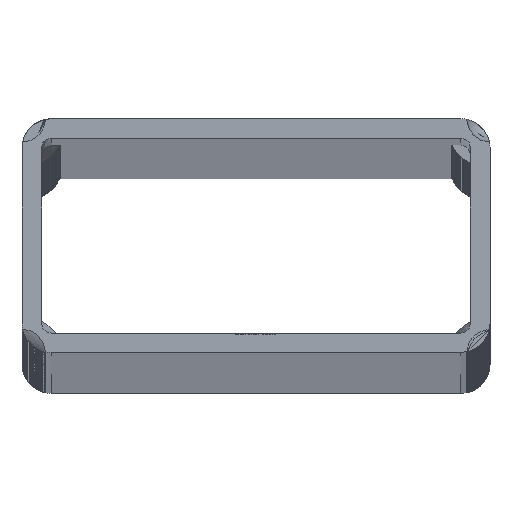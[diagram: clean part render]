
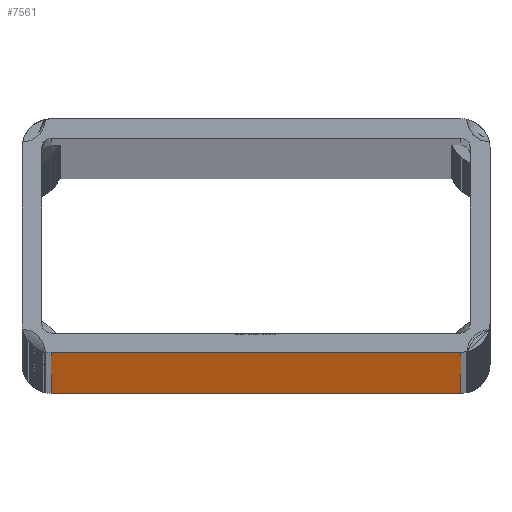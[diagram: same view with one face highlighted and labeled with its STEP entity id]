
A CAD part, top view. The second image highlights one B-rep face of the part: STEP entity #7561.
In plain terms, the highlighted planar face has unit normal (0, -1, 0).
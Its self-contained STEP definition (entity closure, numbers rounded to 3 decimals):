
#2053 = CARTESIAN_POINT ( 'NONE',  ( -26.25, -15., -3000. ) ) ;
#5235 = LINE ( 'NONE', #61468, #97455 ) ;
#7561 = ADVANCED_FACE ( 'NONE', ( #36592 ), #108750, .T. ) ;
#8572 = DIRECTION ( 'NONE',  ( 0., 0., -1. ) ) ;
#11236 = LINE ( 'NONE', #96392, #75823 ) ;
#14759 = CARTESIAN_POINT ( 'NONE',  ( -26.25, -15., 0. ) ) ;
#20699 = DIRECTION ( 'NONE',  ( 1., 0., 0. ) ) ;
#20784 = AXIS2_PLACEMENT_3D ( 'NONE', #118643, #39974, #38709 ) ;
#22015 = VECTOR ( 'NONE', #20699, 1000. ) ;
#24585 = ORIENTED_EDGE ( 'NONE', *, *, #120135, .T. ) ;
#25701 = EDGE_CURVE ( 'NONE', #101135, #110215, #11236, .T. ) ;
#29618 = EDGE_LOOP ( 'NONE', ( #35912, #38435, #92080, #24585 ) ) ;
#35773 = CARTESIAN_POINT ( 'NONE',  ( -30., -15., 0. ) ) ;
#35912 = ORIENTED_EDGE ( 'NONE', *, *, #121889, .F. ) ;
#36592 = FACE_OUTER_BOUND ( 'NONE', #29618, .T. ) ;
#38435 = ORIENTED_EDGE ( 'NONE', *, *, #68353, .T. ) ;
#38709 = DIRECTION ( 'NONE',  ( 0., 0., -1. ) ) ;
#39974 = DIRECTION ( 'NONE',  ( 0., -1., 0. ) ) ;
#41572 = VECTOR ( 'NONE', #8572, 1000. ) ;
#46506 = VERTEX_POINT ( 'NONE', #82398 ) ;
#51249 = LINE ( 'NONE', #35773, #22015 ) ;
#56881 = DIRECTION ( 'NONE',  ( 1., 0., 0. ) ) ;
#61468 = CARTESIAN_POINT ( 'NONE',  ( 26.25, -15., -3000. ) ) ;
#68353 = EDGE_CURVE ( 'NONE', #79152, #101135, #115438, .T. ) ;
#75823 = VECTOR ( 'NONE', #56881, 1000. ) ;
#79152 = VERTEX_POINT ( 'NONE', #14759 ) ;
#82398 = CARTESIAN_POINT ( 'NONE',  ( 26.25, -15., 0. ) ) ;
#92080 = ORIENTED_EDGE ( 'NONE', *, *, #25701, .T. ) ;
#96392 = CARTESIAN_POINT ( 'NONE',  ( -30., -15., -3000. ) ) ;
#97455 = VECTOR ( 'NONE', #109160, 1000. ) ;
#97926 = CARTESIAN_POINT ( 'NONE',  ( -26.25, -15., -3000. ) ) ;
#101135 = VERTEX_POINT ( 'NONE', #2053 ) ;
#108750 = PLANE ( 'NONE',  #20784 ) ;
#109160 = DIRECTION ( 'NONE',  ( 0., 0., 1. ) ) ;
#109567 = CARTESIAN_POINT ( 'NONE',  ( 26.25, -15., -3000. ) ) ;
#110215 = VERTEX_POINT ( 'NONE', #109567 ) ;
#115438 = LINE ( 'NONE', #97926, #41572 ) ;
#118643 = CARTESIAN_POINT ( 'NONE',  ( -30., -15., -3000. ) ) ;
#120135 = EDGE_CURVE ( 'NONE', #110215, #46506, #5235, .T. ) ;
#121889 = EDGE_CURVE ( 'NONE', #79152, #46506, #51249, .T. ) ;
